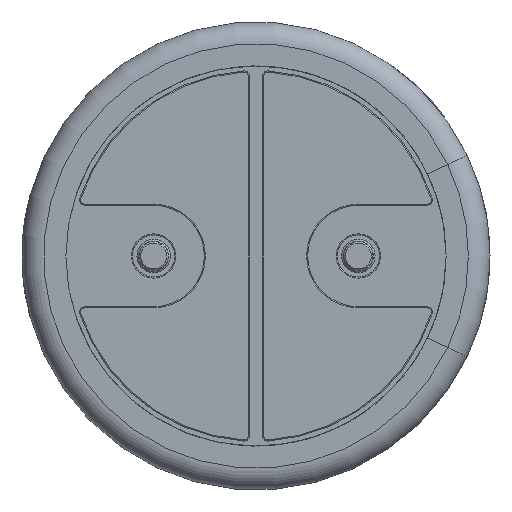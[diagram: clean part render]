
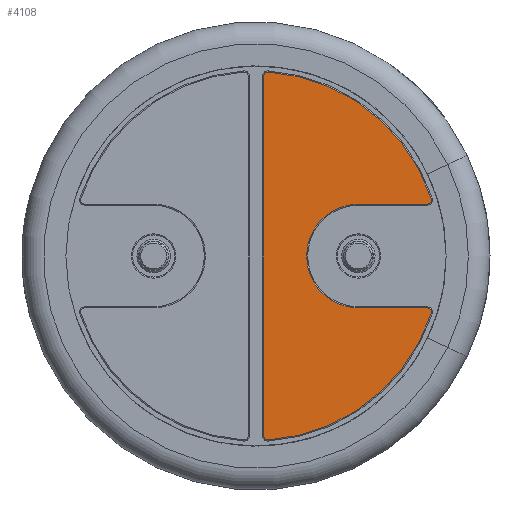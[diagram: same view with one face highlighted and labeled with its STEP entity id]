
A CAD part, front view. The second image highlights one B-rep face of the part: STEP entity #4108.
In plain terms, the highlighted planar face has unit normal (0, -1, 0).
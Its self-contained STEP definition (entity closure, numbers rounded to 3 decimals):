
#20=PLANE('',#4436);
#227=CIRCLE('',#4401,0.077);
#230=CIRCLE('',#4406,0.077);
#233=CIRCLE('',#4410,3.152);
#236=CIRCLE('',#4414,0.077);
#240=CIRCLE('',#4420,0.885);
#244=CIRCLE('',#4426,0.077);
#246=CIRCLE('',#4429,3.152);
#444=FACE_OUTER_BOUND('',#645,.T.);
#645=EDGE_LOOP('',(#3357,#3358,#3359,#3360,#3361,#3362,#3363,#3364,#3365,
#3366));
#843=LINE('',#7837,#1031);
#845=LINE('',#7861,#1033);
#847=LINE('',#7873,#1035);
#1031=VECTOR('',#5100,10.);
#1033=VECTOR('',#5130,10.);
#1035=VECTOR('',#5144,10.);
#1739=VERTEX_POINT('',#7825);
#1742=VERTEX_POINT('',#7830);
#1744=VERTEX_POINT('',#7835);
#1746=VERTEX_POINT('',#7841);
#1748=VERTEX_POINT('',#7847);
#1750=VERTEX_POINT('',#7853);
#1752=VERTEX_POINT('',#7859);
#1754=VERTEX_POINT('',#7865);
#1756=VERTEX_POINT('',#7871);
#1758=VERTEX_POINT('',#7877);
#2288=EDGE_CURVE('',#1742,#1739,#227,.T.);
#2290=EDGE_CURVE('',#1744,#1742,#843,.T.);
#2293=EDGE_CURVE('',#1746,#1744,#230,.T.);
#2296=EDGE_CURVE('',#1748,#1746,#233,.T.);
#2299=EDGE_CURVE('',#1750,#1748,#236,.T.);
#2302=EDGE_CURVE('',#1752,#1750,#845,.T.);
#2305=EDGE_CURVE('',#1754,#1752,#240,.T.);
#2308=EDGE_CURVE('',#1756,#1754,#847,.T.);
#2311=EDGE_CURVE('',#1758,#1756,#244,.T.);
#2313=EDGE_CURVE('',#1739,#1758,#246,.T.);
#3357=ORIENTED_EDGE('',*,*,#2288,.F.);
#3358=ORIENTED_EDGE('',*,*,#2290,.F.);
#3359=ORIENTED_EDGE('',*,*,#2293,.F.);
#3360=ORIENTED_EDGE('',*,*,#2296,.F.);
#3361=ORIENTED_EDGE('',*,*,#2299,.F.);
#3362=ORIENTED_EDGE('',*,*,#2302,.F.);
#3363=ORIENTED_EDGE('',*,*,#2305,.F.);
#3364=ORIENTED_EDGE('',*,*,#2308,.F.);
#3365=ORIENTED_EDGE('',*,*,#2311,.F.);
#3366=ORIENTED_EDGE('',*,*,#2313,.F.);
#4108=ADVANCED_FACE('',(#444),#20,.F.);
#4401=AXIS2_PLACEMENT_3D('',#7832,#5094,#5095);
#4406=AXIS2_PLACEMENT_3D('',#7843,#5106,#5107);
#4410=AXIS2_PLACEMENT_3D('',#7849,#5114,#5115);
#4414=AXIS2_PLACEMENT_3D('',#7855,#5122,#5123);
#4420=AXIS2_PLACEMENT_3D('',#7867,#5136,#5137);
#4426=AXIS2_PLACEMENT_3D('',#7879,#5150,#5151);
#4429=AXIS2_PLACEMENT_3D('',#7882,#5156,#5157);
#4436=AXIS2_PLACEMENT_3D('',#7895,#5176,#5177);
#5094=DIRECTION('center_axis',(0.,1.,0.));
#5095=DIRECTION('ref_axis',(-0.683,0.,0.73));
#5100=DIRECTION('',(0.,0.,1.));
#5106=DIRECTION('center_axis',(0.,1.,0.));
#5107=DIRECTION('ref_axis',(-0.683,0.,-0.73));
#5114=DIRECTION('center_axis',(0.,1.,0.));
#5115=DIRECTION('ref_axis',(0.613,0.,-0.79));
#5122=DIRECTION('center_axis',(0.,1.,0.));
#5123=DIRECTION('ref_axis',(0.81,0.,0.586));
#5130=DIRECTION('',(1.,0.,0.));
#5136=DIRECTION('center_axis',(0.,-1.,0.));
#5137=DIRECTION('ref_axis',(-1.,0.,0.));
#5144=DIRECTION('',(-1.,0.,0.));
#5150=DIRECTION('center_axis',(0.,1.,0.));
#5151=DIRECTION('ref_axis',(0.81,0.,-0.586));
#5156=DIRECTION('center_axis',(0.,1.,0.));
#5157=DIRECTION('ref_axis',(0.613,0.,0.79));
#5176=DIRECTION('center_axis',(0.,1.,0.));
#5177=DIRECTION('ref_axis',(0.,0.,1.));
#7825=CARTESIAN_POINT('',(0.21,-0.05,3.145));
#7830=CARTESIAN_POINT('',(0.128,-0.05,3.068));
#7832=CARTESIAN_POINT('Origin',(0.205,-0.05,3.068));
#7835=CARTESIAN_POINT('',(0.128,-0.05,-3.068));
#7837=CARTESIAN_POINT('',(0.128,-0.05,1.534));
#7841=CARTESIAN_POINT('',(0.21,-0.05,-3.145));
#7843=CARTESIAN_POINT('Origin',(0.205,-0.05,-3.068));
#7847=CARTESIAN_POINT('',(2.994,-0.05,-0.986));
#7849=CARTESIAN_POINT('Origin',(0.,-0.05,0.));
#7853=CARTESIAN_POINT('',(2.921,-0.05,-0.885));
#7855=CARTESIAN_POINT('Origin',(2.921,-0.05,-0.962));
#7859=CARTESIAN_POINT('',(1.75,-0.05,-0.885));
#7861=CARTESIAN_POINT('',(2.242,-0.05,-0.885));
#7865=CARTESIAN_POINT('',(1.75,-0.05,0.885));
#7867=CARTESIAN_POINT('Origin',(1.75,-0.05,0.));
#7871=CARTESIAN_POINT('',(2.921,-0.05,0.885));
#7873=CARTESIAN_POINT('',(1.656,-0.05,0.885));
#7877=CARTESIAN_POINT('',(2.994,-0.05,0.986));
#7879=CARTESIAN_POINT('Origin',(2.921,-0.05,0.962));
#7882=CARTESIAN_POINT('Origin',(0.,-0.05,0.));
#7895=CARTESIAN_POINT('Origin',(1.563,-0.05,0.));
